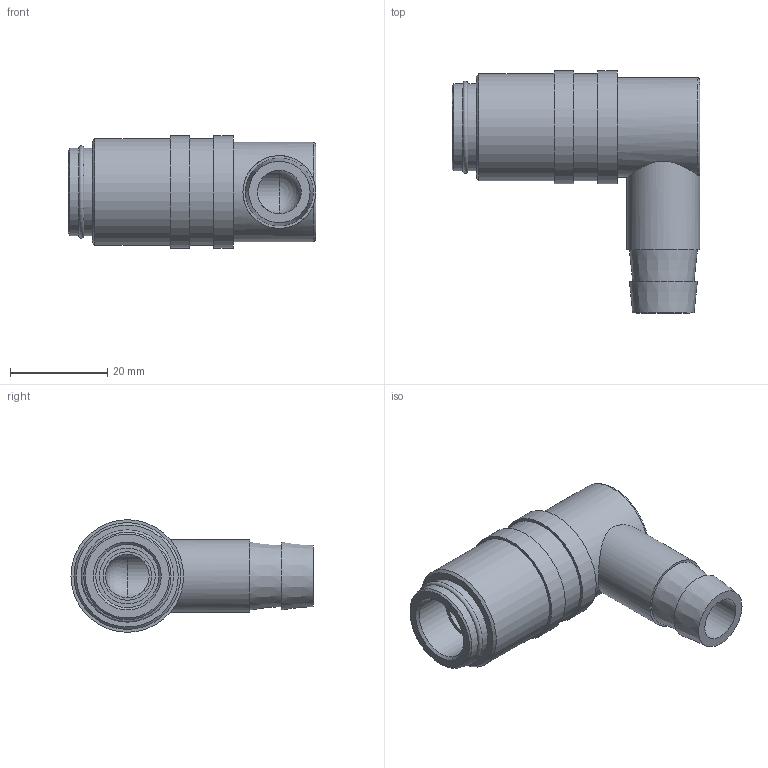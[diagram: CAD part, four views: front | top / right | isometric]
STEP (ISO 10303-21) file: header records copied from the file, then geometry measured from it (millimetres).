
FILE_DESCRIPTION(/* description */ ('STEP AP214'),/* implementation_level */ '2;1');
FILE_NAME(/* name */ 'MK15013',/* time_stamp */ '2023-09-12T17:19:18+02:00',/* author */ ('License CC BY-ND 4.0'),/* organization */ ('CADENAS'),/* preprocessor_version */ 'ST-DEVELOPER v19.3',/* originating_system */ 'PARTsolutions',/* authorisation */ ' ');
FILE_SCHEMA (('AUTOMOTIVE_DESIGN {1 0 10303 214 3 1 1}'));
Length unit declared in the file: millimetre
Products named in the file (1): MK15013
Bounding box: 51 x 49.85 x 23.2 mm (x, y, z)
Volume: 16634.9 mm3; surface area: 8959.5 mm2
Topology: 1 solids, 1 shells, 34 faces, 61 edges, 38 vertices
Faces by surface type: cylinder 13, plane 13, cone 5, torus 2, sphere 1
Full cylindrical faces by diameter (mm): 9 x2, 10 x1, 11.5 x1, 13 x1, 15 x1, 18 x2, 20.5 x1, 22 x2, 23.2 x2
Entity records: 753 total; most frequent: DIRECTION 138, CARTESIAN_POINT 132, ORIENTED_EDGE 74, AXIS2_PLACEMENT_3D 69, EDGE_LOOP 65, FACE_BOUND 65, EDGE_CURVE 37, VERTEX_POINT 34
